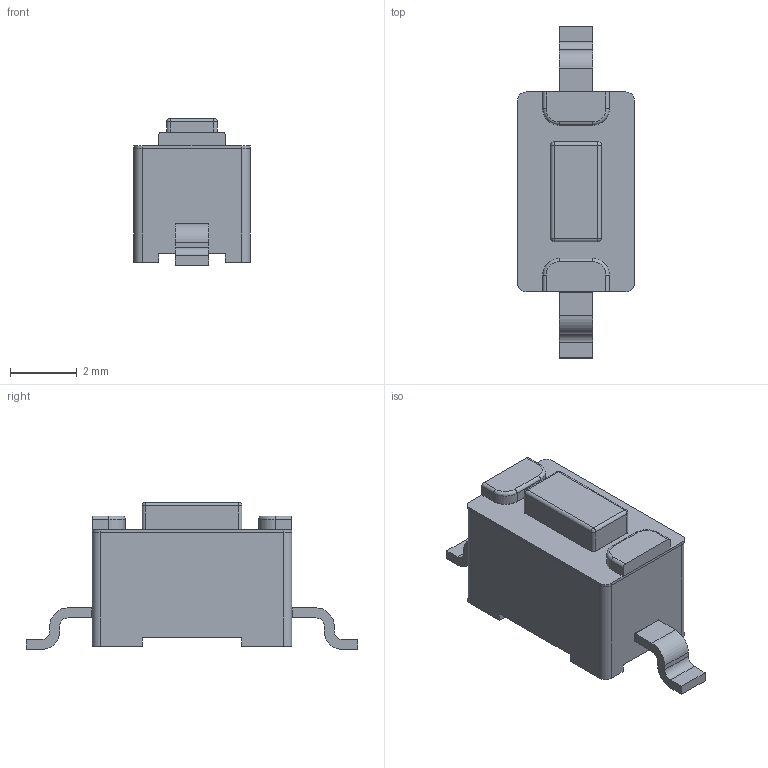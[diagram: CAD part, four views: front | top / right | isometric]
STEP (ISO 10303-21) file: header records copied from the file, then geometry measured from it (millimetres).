
FILE_DESCRIPTION(('FreeCAD Model'),'2;1');
FILE_NAME('Open CASCADE Shape Model','2025-08-17T22:07:05',('Author'),( ''),'Open CASCADE STEP processor 7.8','FreeCAD','Unknown');
FILE_SCHEMA(('AUTOMOTIVE_DESIGN { 1 0 10303 214 1 1 1 1 }'));
Length unit declared in the file: millimetre
Products named in the file (10): Unnamed; Exploded Slice001; Slice001.0; Slice001.1; Slice001.2; Slice001.3; Slice002.1; Exploded Slice003; Slice003.0; Slice003.1
Assembly tree (9 placements, depth 3):
  Unnamed
    Exploded Slice001
      Slice001.0
      Slice001.1
      Slice001.2
      Slice001.3
    Slice002.1
    Exploded Slice003
      Slice003.0
      Slice003.1
Bounding box: 3.5 x 9.97 x 4.42 mm (x, y, z)
Volume: 76 mm3; surface area: 190.9 mm2
Topology: 7 solids, 7 shells, 135 faces, 334 edges, 216 vertices
Faces by surface type: plane 85, cylinder 42, torus 4, sphere 4
Entity records: 4210 total; most frequent: DIRECTION 712, CARTESIAN_POINT 695, ORIENTED_EDGE 668, EDGE_CURVE 334, LINE 246, VECTOR 246, AXIS2_PLACEMENT_3D 233, VERTEX_POINT 216
